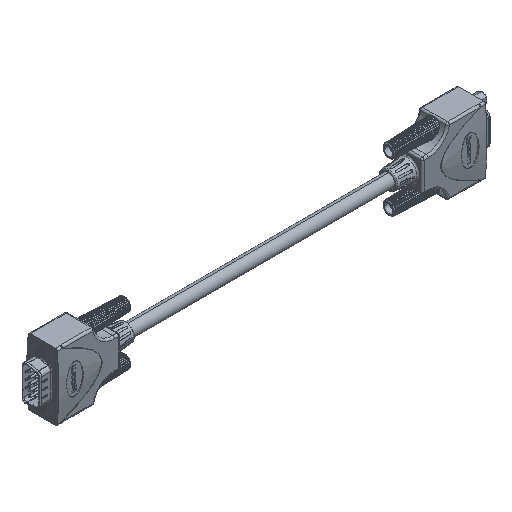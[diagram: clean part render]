
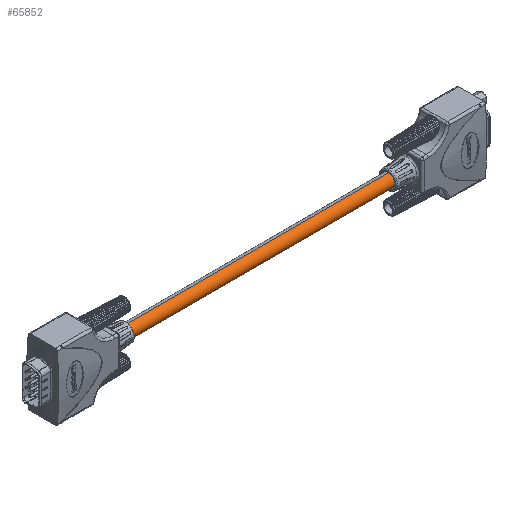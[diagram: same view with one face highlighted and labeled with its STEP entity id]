
A CAD part, isometric view. The second image highlights one B-rep face of the part: STEP entity #65852.
In plain terms, the highlighted cylindrical face has radius 3.188 mm (diameter 6.375 mm), a partial arc.
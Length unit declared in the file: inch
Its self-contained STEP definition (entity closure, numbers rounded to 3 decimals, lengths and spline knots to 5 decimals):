
#1146 = EDGE_CURVE ( 'NONE', #59615, #25934, #35020, .T. ) ;
#1989 = DIRECTION ( 'NONE',  ( 1., 0., 0. ) ) ;
#2572 = CARTESIAN_POINT ( 'NONE',  ( -3., 0., 0.1255 ) ) ;
#3436 = AXIS2_PLACEMENT_3D ( 'NONE', #49129, #43764, #54414 ) ;
#5055 = CARTESIAN_POINT ( 'NONE',  ( 3., 0., 0. ) ) ;
#10371 = DIRECTION ( 'NONE',  ( 0., 0., -1. ) ) ;
#10905 = CARTESIAN_POINT ( 'NONE',  ( 3., 0., -0.1255 ) ) ;
#14747 = CARTESIAN_POINT ( 'NONE',  ( -3., 0., -0.1255 ) ) ;
#15487 = VERTEX_POINT ( 'NONE', #55671 ) ;
#17432 = EDGE_CURVE ( 'NONE', #25934, #25576, #23463, .T. ) ;
#20849 = VECTOR ( 'NONE', #35836, 39.37008 ) ;
#22253 = CYLINDRICAL_SURFACE ( 'NONE', #3436, 0.1255 ) ;
#23463 = CIRCLE ( 'NONE', #32725, 0.1255 ) ;
#24719 = VECTOR ( 'NONE', #26925, 39.37008 ) ;
#25576 = VERTEX_POINT ( 'NONE', #14747 ) ;
#25934 = VERTEX_POINT ( 'NONE', #2572 ) ;
#26670 = EDGE_CURVE ( 'NONE', #59615, #15487, #60055, .T. ) ;
#26925 = DIRECTION ( 'NONE',  ( -1., 0., 0. ) ) ;
#30048 = EDGE_LOOP ( 'NONE', ( #40334, #67827, #45940, #49595 ) ) ;
#30446 = CARTESIAN_POINT ( 'NONE',  ( 3., 0., 0.1255 ) ) ;
#32725 = AXIS2_PLACEMENT_3D ( 'NONE', #33840, #1989, #39175 ) ;
#33597 = CARTESIAN_POINT ( 'NONE',  ( 3., 0., 0.1255 ) ) ;
#33840 = CARTESIAN_POINT ( 'NONE',  ( -3., 0., 0. ) ) ;
#35020 = LINE ( 'NONE', #30446, #20849 ) ;
#35836 = DIRECTION ( 'NONE',  ( -1., 0., 0. ) ) ;
#36440 = FACE_OUTER_BOUND ( 'NONE', #30048, .T. ) ;
#39175 = DIRECTION ( 'NONE',  ( 0., 0., -1. ) ) ;
#40334 = ORIENTED_EDGE ( 'NONE', *, *, #55685, .F. ) ;
#40518 = LINE ( 'NONE', #10905, #24719 ) ;
#42175 = DIRECTION ( 'NONE',  ( 1., 0., 0. ) ) ;
#43764 = DIRECTION ( 'NONE',  ( -1., 0., 0. ) ) ;
#45940 = ORIENTED_EDGE ( 'NONE', *, *, #1146, .T. ) ;
#49129 = CARTESIAN_POINT ( 'NONE',  ( 3., 0., 0. ) ) ;
#49595 = ORIENTED_EDGE ( 'NONE', *, *, #17432, .T. ) ;
#54414 = DIRECTION ( 'NONE',  ( 0., 0., 1. ) ) ;
#55671 = CARTESIAN_POINT ( 'NONE',  ( 3., 0., -0.1255 ) ) ;
#55685 = EDGE_CURVE ( 'NONE', #15487, #25576, #40518, .T. ) ;
#59615 = VERTEX_POINT ( 'NONE', #33597 ) ;
#60055 = CIRCLE ( 'NONE', #61627, 0.1255 ) ;
#61627 = AXIS2_PLACEMENT_3D ( 'NONE', #5055, #42175, #10371 ) ;
#65852 = ADVANCED_FACE ( 'NONE', ( #36440 ), #22253, .T. ) ;
#67827 = ORIENTED_EDGE ( 'NONE', *, *, #26670, .F. ) ;
